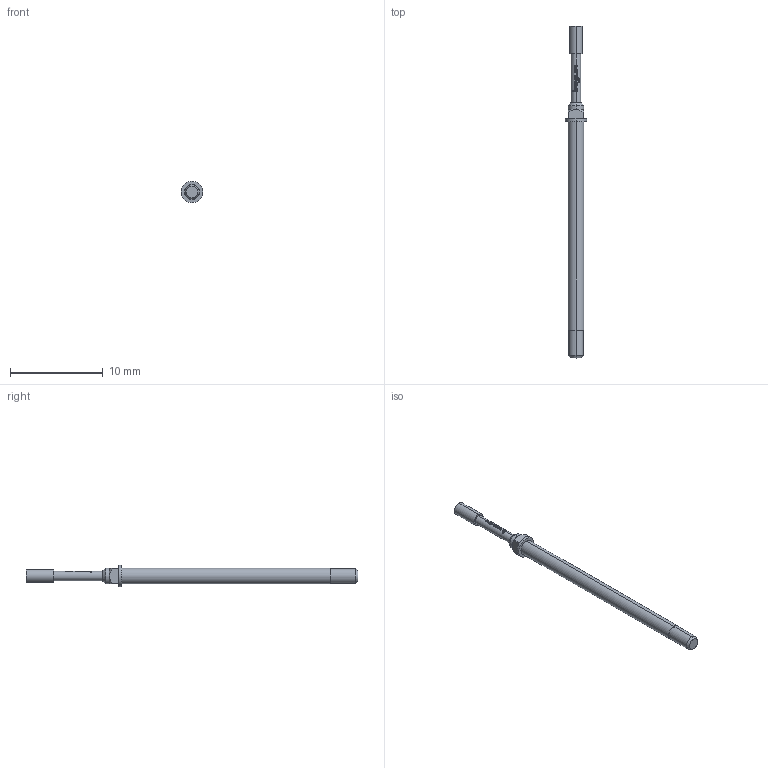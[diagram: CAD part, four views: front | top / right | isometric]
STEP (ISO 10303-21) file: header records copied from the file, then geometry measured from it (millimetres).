
FILE_DESCRIPTION (( 'STEP AP203' ), '1' );
FILE_NAME ('INGUN_GKS-112_302_140_A_xx02_M.STEP', '2022-01-14T06:52:19', ( 'ochi' ), ( '' ), 'SwSTEP 2.0', 'SolidWorks 2018', '' );
FILE_SCHEMA (( 'CONFIG_CONTROL_DESIGN' ));
Length unit declared in the file: millimetre
Products named in the file (1): INGUN_GKS-112_302_140_A_xx02_M
Bounding box: 2.3 x 35.8 x 2.3 mm (x, y, z)
Volume: 68.3 mm3; surface area: 181.8 mm2
Topology: 1 solids, 1 shells, 106 faces, 287 edges, 188 vertices
Faces by surface type: plane 54, bspline 22, cylinder 22, cone 8
Entity records: 3710 total; most frequent: CARTESIAN_POINT 1122, ORIENTED_EDGE 574, DIRECTION 459, EDGE_CURVE 287, VERTEX_POINT 188, AXIS2_PLACEMENT_3D 181, EDGE_LOOP 111, ADVANCED_FACE 106
